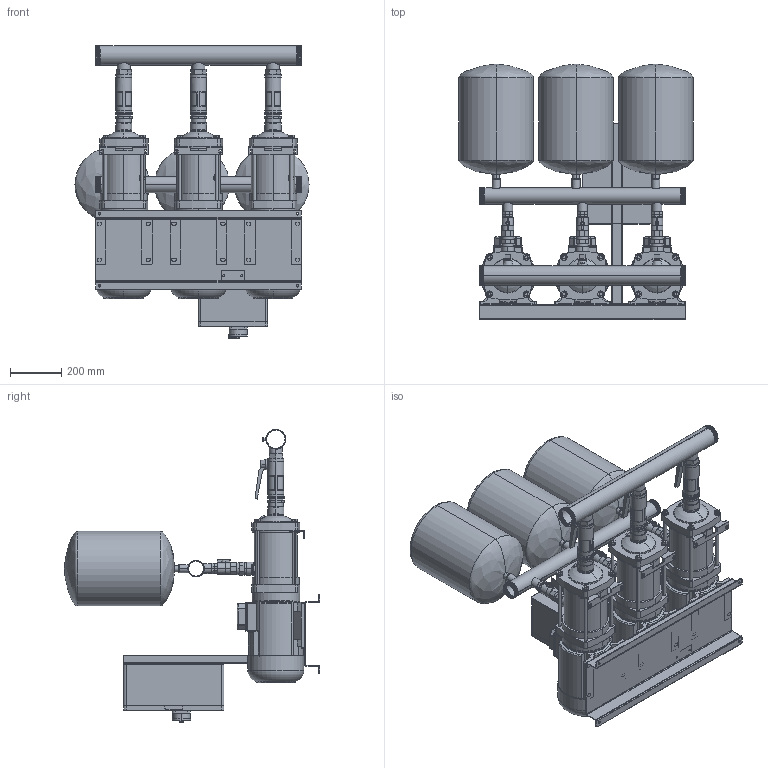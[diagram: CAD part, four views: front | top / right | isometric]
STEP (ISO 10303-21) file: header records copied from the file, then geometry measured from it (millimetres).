
FILE_DESCRIPTION (( 'STEP AP214' ), '1' );
FILE_NAME ('3EH 20-5 TS.STEP', '2022-03-02T09:52:46', ( '' ), ( '' ), 'SwSTEP 2.0', 'SolidWorks 2020', '' );
FILE_SCHEMA (( 'AUTOMOTIVE_DESIGN' ));
Length unit declared in the file: mil
Products named in the file (1): 3EH 20-5 TS
Bounding box: 910 x 992 x 1139 mm (x, y, z)
Volume: 140959727.3 mm3; surface area: 8274402.2 mm2
Topology: 93 solids, 94 shells, 2422 faces, 5871 edges, 3764 vertices
Faces by surface type: plane 1160, cylinder 1017, cone 108, torus 69, sphere 38, bspline 30
Entity records: 99253 total; most frequent: CARTESIAN_POINT 39204, DIRECTION 12030, ORIENTED_EDGE 11674, EDGE_CURVE 5837, AXIS2_PLACEMENT_3D 4426, VERTEX_POINT 3764, VECTOR 3178, LINE 3178
